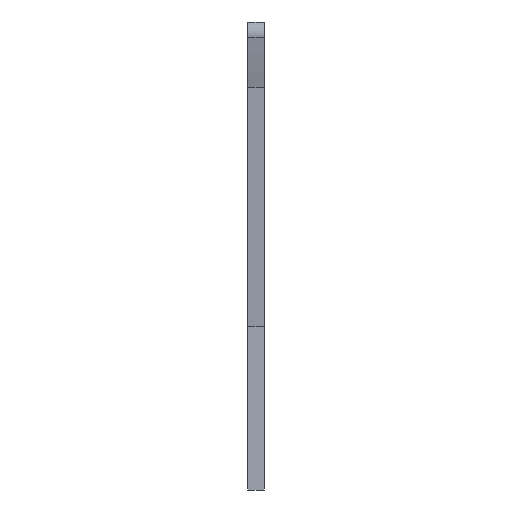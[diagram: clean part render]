
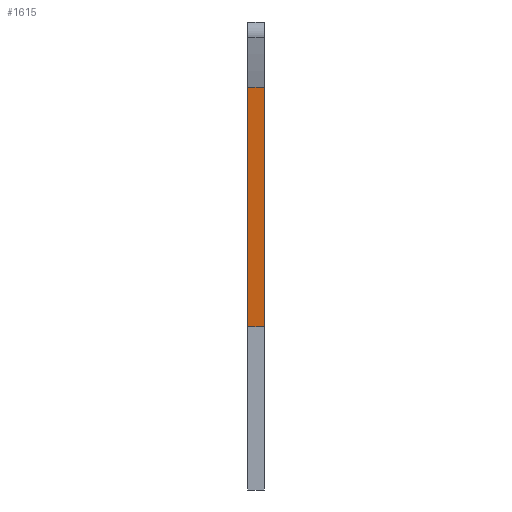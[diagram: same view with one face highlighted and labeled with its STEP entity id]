
A CAD part, front view. The second image highlights one B-rep face of the part: STEP entity #1615.
In plain terms, the highlighted planar face has unit normal (0, -0.994, -0.108).
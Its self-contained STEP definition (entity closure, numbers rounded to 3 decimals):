
#79=PLANE('',#1735);
#159=FACE_OUTER_BOUND('',#240,.T.);
#240=EDGE_LOOP('',(#1460,#1461,#1462,#1463));
#370=LINE('',#2440,#576);
#371=LINE('',#2444,#577);
#413=LINE('',#2546,#619);
#439=LINE('',#2597,#645);
#576=VECTOR('',#1990,10.);
#577=VECTOR('',#1995,10.);
#619=VECTOR('',#2077,10.);
#645=VECTOR('',#2129,10.);
#776=VERTEX_POINT('',#2437);
#777=VERTEX_POINT('',#2439);
#778=VERTEX_POINT('',#2443);
#818=VERTEX_POINT('',#2545);
#974=EDGE_CURVE('',#776,#777,#370,.T.);
#976=EDGE_CURVE('',#777,#778,#371,.T.);
#1027=EDGE_CURVE('',#778,#818,#413,.T.);
#1053=EDGE_CURVE('',#776,#818,#439,.T.);
#1460=ORIENTED_EDGE('',*,*,#974,.F.);
#1461=ORIENTED_EDGE('',*,*,#1053,.T.);
#1462=ORIENTED_EDGE('',*,*,#1027,.F.);
#1463=ORIENTED_EDGE('',*,*,#976,.F.);
#1615=ADVANCED_FACE('',(#159),#79,.F.);
#1735=AXIS2_PLACEMENT_3D('',#2596,#2127,#2128);
#1990=DIRECTION('',(1.,0.,0.));
#1995=DIRECTION('',(0.,0.108,-0.994));
#2077=DIRECTION('',(-1.,0.,0.));
#2127=DIRECTION('center_axis',(0.,0.994,0.108));
#2128=DIRECTION('ref_axis',(0.,0.108,-0.994));
#2129=DIRECTION('',(0.,0.108,-0.994));
#2437=CARTESIAN_POINT('',(-5.,19.15,121.44));
#2439=CARTESIAN_POINT('',(0.,19.15,121.44));
#2440=CARTESIAN_POINT('',(0.,19.15,121.44));
#2443=CARTESIAN_POINT('',(0.,27.043,48.704));
#2444=CARTESIAN_POINT('',(0.,16.739,143.657));
#2545=CARTESIAN_POINT('',(-5.,27.043,48.704));
#2546=CARTESIAN_POINT('',(0.,27.043,48.704));
#2596=CARTESIAN_POINT('Origin',(0.,16.739,143.657));
#2597=CARTESIAN_POINT('',(-5.,16.739,143.657));
